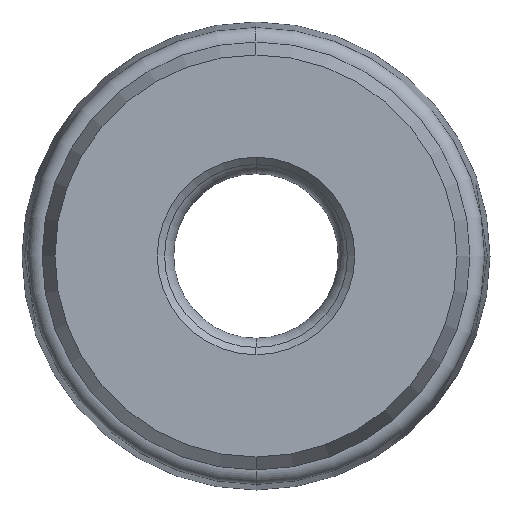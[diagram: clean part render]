
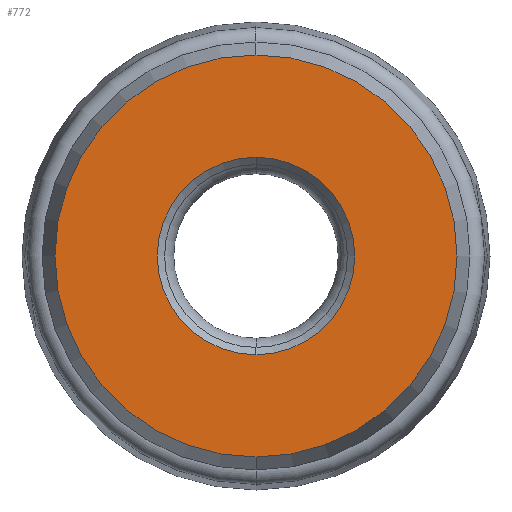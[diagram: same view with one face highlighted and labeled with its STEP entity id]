
A CAD part, left-side view. The second image highlights one B-rep face of the part: STEP entity #772.
In plain terms, the highlighted planar face has unit normal (-1, 0, 0).
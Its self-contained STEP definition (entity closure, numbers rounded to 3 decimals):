
#14 = DIRECTION ( 'NONE',  ( 0., 0., 1. ) ) ;
#19 = DIRECTION ( 'NONE',  ( -1., 0., 0. ) ) ;
#21 = CARTESIAN_POINT ( 'NONE',  ( 0., 0., 0. ) ) ;
#24 = DIRECTION ( 'NONE',  ( 0., 0., 1. ) ) ;
#25 = CARTESIAN_POINT ( 'NONE',  ( 0., 0., 0. ) ) ;
#34 = DIRECTION ( 'NONE',  ( -1., 0., 0. ) ) ;
#103 = DIRECTION ( 'NONE',  ( 1., 0., 0. ) ) ;
#105 = CARTESIAN_POINT ( 'NONE',  ( 0., 0., 0. ) ) ;
#106 = DIRECTION ( 'NONE',  ( 0., 0., -1. ) ) ;
#163 = AXIS2_PLACEMENT_3D ( 'NONE', #498, #497, #510 ) ;
#207 = AXIS2_PLACEMENT_3D ( 'NONE', #25, #19, #24 ) ;
#214 = AXIS2_PLACEMENT_3D ( 'NONE', #590, #592, #600 ) ;
#326 = AXIS2_PLACEMENT_3D ( 'NONE', #21, #34, #14 ) ;
#328 = EDGE_CURVE ( 'NONE', #651, #643, #908, .T. ) ;
#346 = EDGE_CURVE ( 'NONE', #660, #680, #915, .T. ) ;
#349 = EDGE_CURVE ( 'NONE', #680, #660, #868, .T. ) ;
#376 = AXIS2_PLACEMENT_3D ( 'NONE', #105, #103, #106 ) ;
#384 = EDGE_CURVE ( 'NONE', #643, #651, #927, .T. ) ;
#430 = CARTESIAN_POINT ( 'NONE',  ( 0., 0., -5.5 ) ) ;
#433 = CARTESIAN_POINT ( 'NONE',  ( 0., 0., 5.5 ) ) ;
#494 = PLANE ( 'NONE',  #163 ) ;
#497 = DIRECTION ( 'NONE',  ( 1., 0., 0. ) ) ;
#498 = CARTESIAN_POINT ( 'NONE',  ( 0., 2.5, 0. ) ) ;
#510 = DIRECTION ( 'NONE',  ( 0., 0., -1. ) ) ;
#590 = CARTESIAN_POINT ( 'NONE',  ( 0., 0., 0. ) ) ;
#592 = DIRECTION ( 'NONE',  ( 1., 0., 0. ) ) ;
#600 = DIRECTION ( 'NONE',  ( 0., 0., -1. ) ) ;
#604 = CARTESIAN_POINT ( 'NONE',  ( 0., 0., -2.7 ) ) ;
#617 = CARTESIAN_POINT ( 'NONE',  ( 0., 0., 2.7 ) ) ;
#621 = EDGE_LOOP ( 'NONE', ( #1028, #989 ) ) ;
#626 = EDGE_LOOP ( 'NONE', ( #1003, #959 ) ) ;
#643 = VERTEX_POINT ( 'NONE', #617 ) ;
#651 = VERTEX_POINT ( 'NONE', #604 ) ;
#660 = VERTEX_POINT ( 'NONE', #430 ) ;
#680 = VERTEX_POINT ( 'NONE', #433 ) ;
#705 = FACE_OUTER_BOUND ( 'NONE', #626, .T. ) ;
#737 = FACE_BOUND ( 'NONE', #621, .T. ) ;
#772 = ADVANCED_FACE ( 'NONE', ( #737, #705 ), #494, .F. ) ;
#868 = CIRCLE ( 'NONE', #207, 5.5 ) ;
#908 = CIRCLE ( 'NONE', #376, 2.7 ) ;
#915 = CIRCLE ( 'NONE', #326, 5.5 ) ;
#927 = CIRCLE ( 'NONE', #214, 2.7 ) ;
#959 = ORIENTED_EDGE ( 'NONE', *, *, #349, .T. ) ;
#989 = ORIENTED_EDGE ( 'NONE', *, *, #328, .T. ) ;
#1003 = ORIENTED_EDGE ( 'NONE', *, *, #346, .T. ) ;
#1028 = ORIENTED_EDGE ( 'NONE', *, *, #384, .T. ) ;
